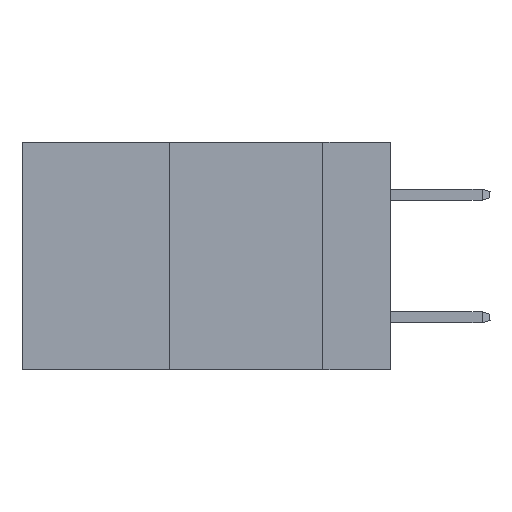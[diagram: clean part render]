
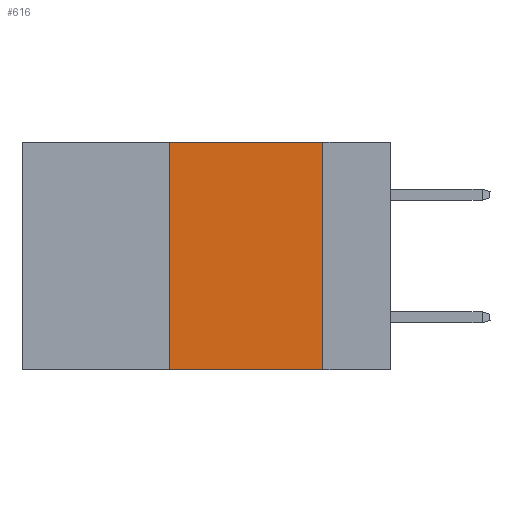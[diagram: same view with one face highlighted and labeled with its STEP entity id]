
A CAD part, left-side view. The second image highlights one B-rep face of the part: STEP entity #616.
In plain terms, the highlighted planar face has unit normal (-1, 0, 0).
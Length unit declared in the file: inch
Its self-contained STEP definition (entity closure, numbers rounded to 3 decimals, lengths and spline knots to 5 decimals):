
#46 = LINE ( 'NONE', #2914, #2389 ) ;
#266 = CARTESIAN_POINT ( 'NONE',  ( 0., 0.6, 0. ) ) ;
#441 = EDGE_CURVE ( 'NONE', #3001, #979, #13359, .T. ) ;
#616 = ADVANCED_FACE ( 'NONE', ( #13713 ), #10542, .F. ) ;
#835 = EDGE_CURVE ( 'NONE', #3070, #12514, #46, .T. ) ;
#863 = ORIENTED_EDGE ( 'NONE', *, *, #441, .F. ) ;
#979 = VERTEX_POINT ( 'NONE', #1997 ) ;
#992 = CARTESIAN_POINT ( 'NONE',  ( 0., 0.11, 0. ) ) ;
#1957 = CARTESIAN_POINT ( 'NONE',  ( 0., 0.36, 0. ) ) ;
#1997 = CARTESIAN_POINT ( 'NONE',  ( 0., 0.36, 0. ) ) ;
#2389 = VECTOR ( 'NONE', #11043, 39.37008 ) ;
#2401 = AXIS2_PLACEMENT_3D ( 'NONE', #10601, #3704, #12796 ) ;
#2914 = CARTESIAN_POINT ( 'NONE',  ( 0., 0.11, 0. ) ) ;
#3001 = VERTEX_POINT ( 'NONE', #9953 ) ;
#3070 = VERTEX_POINT ( 'NONE', #992 ) ;
#3072 = CARTESIAN_POINT ( 'NONE',  ( 0., 0.6, -0.37 ) ) ;
#3704 = DIRECTION ( 'NONE',  ( 1., 0., 0. ) ) ;
#4204 = VECTOR ( 'NONE', #11165, 39.37008 ) ;
#4616 = ORIENTED_EDGE ( 'NONE', *, *, #835, .F. ) ;
#5253 = CARTESIAN_POINT ( 'NONE',  ( 0., 0.11, -0.37 ) ) ;
#5534 = VECTOR ( 'NONE', #12725, 39.37008 ) ;
#6662 = EDGE_CURVE ( 'NONE', #3001, #12514, #11466, .T. ) ;
#7182 = EDGE_CURVE ( 'NONE', #979, #3070, #11643, .T. ) ;
#9855 = ORIENTED_EDGE ( 'NONE', *, *, #7182, .F. ) ;
#9953 = CARTESIAN_POINT ( 'NONE',  ( 0., 0.36, -0.37 ) ) ;
#10285 = ORIENTED_EDGE ( 'NONE', *, *, #6662, .T. ) ;
#10542 = PLANE ( 'NONE',  #2401 ) ;
#10601 = CARTESIAN_POINT ( 'NONE',  ( 0., 0.6, 0. ) ) ;
#11043 = DIRECTION ( 'NONE',  ( 0., 0., -1. ) ) ;
#11165 = DIRECTION ( 'NONE',  ( 0., 0., 1. ) ) ;
#11466 = LINE ( 'NONE', #3072, #13259 ) ;
#11643 = LINE ( 'NONE', #266, #5534 ) ;
#12514 = VERTEX_POINT ( 'NONE', #5253 ) ;
#12725 = DIRECTION ( 'NONE',  ( 0., -1., 0. ) ) ;
#12796 = DIRECTION ( 'NONE',  ( 0., 0., -1. ) ) ;
#13259 = VECTOR ( 'NONE', #13446, 39.37008 ) ;
#13359 = LINE ( 'NONE', #1957, #4204 ) ;
#13446 = DIRECTION ( 'NONE',  ( 0., -1., 0. ) ) ;
#13713 = FACE_OUTER_BOUND ( 'NONE', #14733, .T. ) ;
#14733 = EDGE_LOOP ( 'NONE', ( #4616, #9855, #863, #10285 ) ) ;
